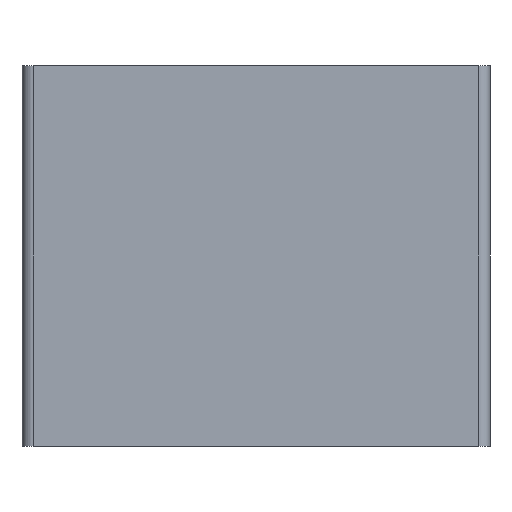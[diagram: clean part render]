
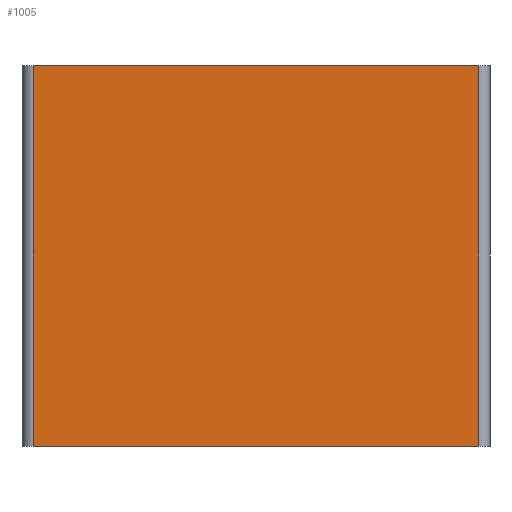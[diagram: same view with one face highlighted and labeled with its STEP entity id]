
A CAD part, left-side view. The second image highlights one B-rep face of the part: STEP entity #1005.
In plain terms, the highlighted planar face has unit normal (-1, 0, 0).
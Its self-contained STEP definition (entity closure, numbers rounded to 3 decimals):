
#109=FACE_OUTER_BOUND('',#174,.T.);
#174=EDGE_LOOP('',(#889,#890,#891,#892));
#277=LINE('',#1604,#393);
#278=LINE('',#1608,#394);
#281=LINE('',#1620,#397);
#292=LINE('',#1646,#408);
#393=VECTOR('',#1313,10.);
#394=VECTOR('',#1318,10.);
#397=VECTOR('',#1331,10.);
#408=VECTOR('',#1364,10.);
#486=VERTEX_POINT('',#1601);
#487=VERTEX_POINT('',#1603);
#488=VERTEX_POINT('',#1607);
#491=VERTEX_POINT('',#1616);
#610=EDGE_CURVE('',#486,#487,#277,.T.);
#612=EDGE_CURVE('',#487,#488,#278,.T.);
#619=EDGE_CURVE('',#488,#491,#281,.T.);
#632=EDGE_CURVE('',#491,#486,#292,.T.);
#889=ORIENTED_EDGE('',*,*,#610,.F.);
#890=ORIENTED_EDGE('',*,*,#632,.F.);
#891=ORIENTED_EDGE('',*,*,#619,.F.);
#892=ORIENTED_EDGE('',*,*,#612,.F.);
#949=PLANE('',#1095);
#1005=ADVANCED_FACE('',(#109),#949,.T.);
#1095=AXIS2_PLACEMENT_3D('',#1645,#1362,#1363);
#1313=DIRECTION('',(0.,0.,-1.));
#1318=DIRECTION('',(0.,1.,0.));
#1331=DIRECTION('',(0.,0.,1.));
#1362=DIRECTION('center_axis',(-1.,0.,0.));
#1363=DIRECTION('ref_axis',(0.,-1.,0.));
#1364=DIRECTION('',(0.,-1.,0.));
#1601=CARTESIAN_POINT('',(-30.086,-17.807,50.));
#1603=CARTESIAN_POINT('',(-30.086,-17.807,0.));
#1604=CARTESIAN_POINT('',(-30.086,-17.807,0.));
#1607=CARTESIAN_POINT('',(-30.086,40.693,0.));
#1608=CARTESIAN_POINT('',(-30.086,-19.307,0.));
#1616=CARTESIAN_POINT('',(-30.086,40.693,50.));
#1620=CARTESIAN_POINT('',(-30.086,40.693,0.));
#1645=CARTESIAN_POINT('Origin',(-30.086,42.193,0.));
#1646=CARTESIAN_POINT('',(-30.086,-19.307,50.));
